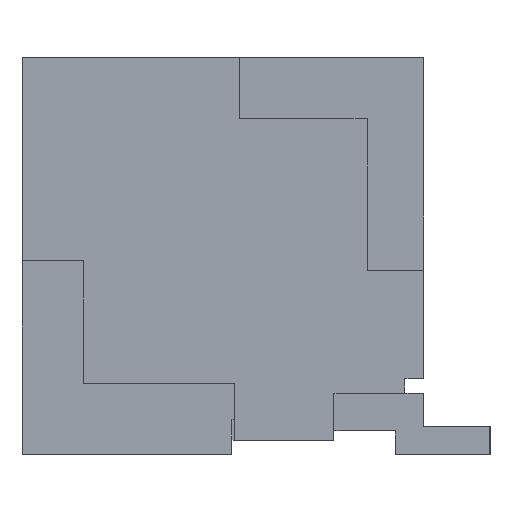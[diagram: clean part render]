
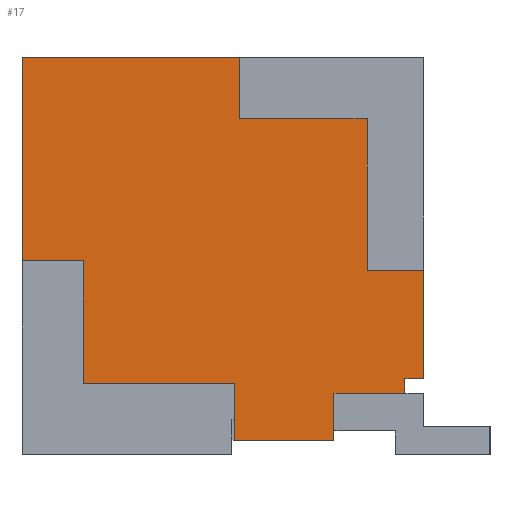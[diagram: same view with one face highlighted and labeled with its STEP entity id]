
A CAD part, left-side view. The second image highlights one B-rep face of the part: STEP entity #17.
In plain terms, the highlighted planar face has unit normal (-1, 0, 0).
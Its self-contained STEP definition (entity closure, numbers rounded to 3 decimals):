
#13=DIRECTION('',(0.,0.,1.));
#17=ADVANCED_FACE('',(#18),#110,.F.);
#18=FACE_BOUND('',#19,.F.);
#19=EDGE_LOOP('',(#20,#29,#36,#41,#46,#51,#58,#63,#68,#73,#78,#84,#90,#97,#102,#107));
#20=ORIENTED_EDGE('',*,*,#21,.F.);
#21=EDGE_CURVE('',#22,#24,#26,.T.);
#22=VERTEX_POINT('',#23);
#23=CARTESIAN_POINT('',(-9.125,-1.775,0.8));
#24=VERTEX_POINT('',#25);
#25=CARTESIAN_POINT('',(-9.125,-1.775,1.95));
#26=LINE('',#27,#28);
#27=CARTESIAN_POINT('',(-9.125,-1.775,0.15));
#28=VECTOR('',#13,1.);
#29=ORIENTED_EDGE('',*,*,#30,.F.);
#30=EDGE_CURVE('',#31,#22,#33,.T.);
#31=VERTEX_POINT('',#32);
#32=CARTESIAN_POINT('',(-9.125,-1.575,0.8));
#33=LINE('',#32,#34);
#34=VECTOR('',#35,1.);
#35=DIRECTION('',(0.,-1.,0.));
#36=ORIENTED_EDGE('',*,*,#37,.F.);
#37=EDGE_CURVE('',#38,#31,#40,.T.);
#38=VERTEX_POINT('',#39);
#39=CARTESIAN_POINT('',(-9.125,-1.575,0.65));
#40=LINE('',#39,#28);
#41=ORIENTED_EDGE('',*,*,#42,.F.);
#42=EDGE_CURVE('',#43,#38,#45,.T.);
#43=VERTEX_POINT('',#44);
#44=CARTESIAN_POINT('',(-9.125,-0.825,0.65));
#45=LINE('',#44,#34);
#46=ORIENTED_EDGE('',*,*,#47,.F.);
#47=EDGE_CURVE('',#48,#43,#50,.T.);
#48=VERTEX_POINT('',#49);
#49=CARTESIAN_POINT('',(-9.125,-0.825,0.15));
#50=LINE('',#49,#28);
#51=ORIENTED_EDGE('',*,*,#52,.T.);
#52=EDGE_CURVE('',#48,#53,#55,.T.);
#53=VERTEX_POINT('',#54);
#54=CARTESIAN_POINT('',(-9.125,0.225,0.15));
#55=LINE('',#27,#56);
#56=VECTOR('',#57,1.);
#57=DIRECTION('',(0.,1.,0.));
#58=ORIENTED_EDGE('',*,*,#59,.T.);
#59=EDGE_CURVE('',#53,#60,#62,.T.);
#60=VERTEX_POINT('',#61);
#61=CARTESIAN_POINT('',(-9.125,0.225,0.75));
#62=LINE('',#54,#28);
#63=ORIENTED_EDGE('',*,*,#64,.T.);
#64=EDGE_CURVE('',#60,#65,#67,.T.);
#65=VERTEX_POINT('',#66);
#66=CARTESIAN_POINT('',(-9.125,1.825,0.75));
#67=LINE('',#61,#56);
#68=ORIENTED_EDGE('',*,*,#69,.T.);
#69=EDGE_CURVE('',#65,#70,#72,.T.);
#70=VERTEX_POINT('',#71);
#71=CARTESIAN_POINT('',(-9.125,1.825,2.05));
#72=LINE('',#66,#28);
#73=ORIENTED_EDGE('',*,*,#74,.T.);
#74=EDGE_CURVE('',#70,#75,#77,.T.);
#75=VERTEX_POINT('',#76);
#76=CARTESIAN_POINT('',(-9.125,2.475,2.05));
#77=LINE('',#71,#56);
#78=ORIENTED_EDGE('',*,*,#79,.T.);
#79=EDGE_CURVE('',#75,#80,#82,.T.);
#80=VERTEX_POINT('',#81);
#81=CARTESIAN_POINT('',(-9.125,2.475,4.2));
#82=LINE('',#83,#28);
#83=CARTESIAN_POINT('',(-9.125,2.475,0.15));
#84=ORIENTED_EDGE('',*,*,#85,.F.);
#85=EDGE_CURVE('',#86,#80,#88,.T.);
#86=VERTEX_POINT('',#87);
#87=CARTESIAN_POINT('',(-9.125,0.175,4.2));
#88=LINE('',#89,#56);
#89=CARTESIAN_POINT('',(-9.125,-1.775,4.2));
#90=ORIENTED_EDGE('',*,*,#91,.T.);
#91=EDGE_CURVE('',#86,#92,#94,.T.);
#92=VERTEX_POINT('',#93);
#93=CARTESIAN_POINT('',(-9.125,0.175,3.55));
#94=LINE('',#87,#95);
#95=VECTOR('',#96,1.);
#96=DIRECTION('',(0.,0.,-1.));
#97=ORIENTED_EDGE('',*,*,#98,.T.);
#98=EDGE_CURVE('',#92,#99,#101,.T.);
#99=VERTEX_POINT('',#100);
#100=CARTESIAN_POINT('',(-9.125,-1.175,3.55));
#101=LINE('',#93,#34);
#102=ORIENTED_EDGE('',*,*,#103,.T.);
#103=EDGE_CURVE('',#99,#104,#106,.T.);
#104=VERTEX_POINT('',#105);
#105=CARTESIAN_POINT('',(-9.125,-1.175,1.95));
#106=LINE('',#100,#95);
#107=ORIENTED_EDGE('',*,*,#108,.T.);
#108=EDGE_CURVE('',#104,#24,#109,.T.);
#109=LINE('',#105,#34);
#110=PLANE('',#111);
#111=AXIS2_PLACEMENT_3D('',#27,#112,#13);
#112=DIRECTION('',(1.,0.,0.));
